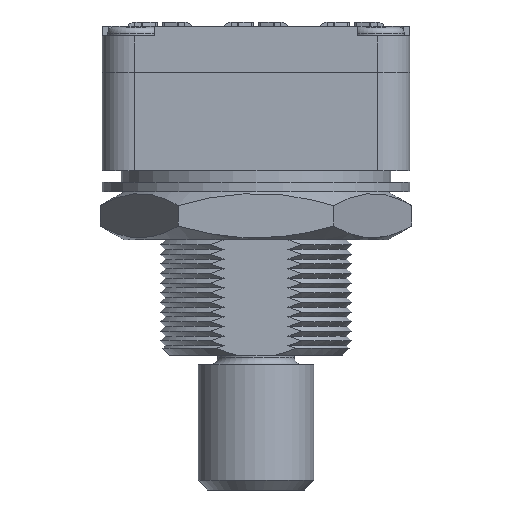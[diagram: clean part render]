
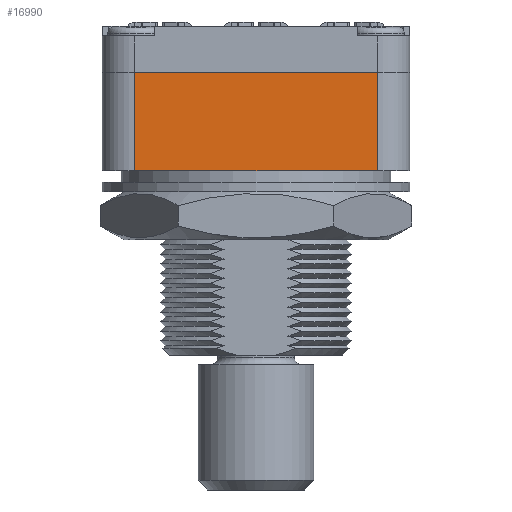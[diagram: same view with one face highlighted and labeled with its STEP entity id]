
A CAD part, front view. The second image highlights one B-rep face of the part: STEP entity #16990.
In plain terms, the highlighted planar face has unit normal (0, -1, 0).
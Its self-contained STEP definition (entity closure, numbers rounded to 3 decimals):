
#61 = LINE ( 'NONE', #9825, #8669 ) ;
#526 = EDGE_CURVE ( 'NONE', #8731, #20418, #9919, .T. ) ;
#754 = EDGE_CURVE ( 'NONE', #1519, #8731, #61, .T. ) ;
#1269 = FACE_OUTER_BOUND ( 'NONE', #11752, .T. ) ;
#1519 = VERTEX_POINT ( 'NONE', #20303 ) ;
#1660 = VECTOR ( 'NONE', #19809, 1000. ) ;
#2623 = CARTESIAN_POINT ( 'NONE',  ( -6.3, -8., 5.1 ) ) ;
#2934 = ORIENTED_EDGE ( 'NONE', *, *, #526, .F. ) ;
#3219 = AXIS2_PLACEMENT_3D ( 'NONE', #2623, #5523, #18615 ) ;
#4959 = VECTOR ( 'NONE', #12303, 1000. ) ;
#5523 = DIRECTION ( 'NONE',  ( 0., 1., 0. ) ) ;
#5632 = CARTESIAN_POINT ( 'NONE',  ( -6.3, -8., 5.1 ) ) ;
#5954 = CARTESIAN_POINT ( 'NONE',  ( 6.3, -8., 0. ) ) ;
#5977 = CARTESIAN_POINT ( 'NONE',  ( 6.3, -8., 5.1 ) ) ;
#7771 = ORIENTED_EDGE ( 'NONE', *, *, #20629, .T. ) ;
#8669 = VECTOR ( 'NONE', #14715, 1000. ) ;
#8731 = VERTEX_POINT ( 'NONE', #19107 ) ;
#9357 = VERTEX_POINT ( 'NONE', #11489 ) ;
#9825 = CARTESIAN_POINT ( 'NONE',  ( -6.3, -8., 5.1 ) ) ;
#9919 = LINE ( 'NONE', #5977, #13731 ) ;
#11489 = CARTESIAN_POINT ( 'NONE',  ( -6.3, -8., 0. ) ) ;
#11752 = EDGE_LOOP ( 'NONE', ( #20131, #2934, #12942, #7771 ) ) ;
#12303 = DIRECTION ( 'NONE',  ( 0., 0., -1. ) ) ;
#12942 = ORIENTED_EDGE ( 'NONE', *, *, #754, .F. ) ;
#13559 = LINE ( 'NONE', #14959, #1660 ) ;
#13731 = VECTOR ( 'NONE', #15510, 1000. ) ;
#14715 = DIRECTION ( 'NONE',  ( 1., 0., 0. ) ) ;
#14959 = CARTESIAN_POINT ( 'NONE',  ( -6.3, -8., 0. ) ) ;
#15510 = DIRECTION ( 'NONE',  ( 0., 0., -1. ) ) ;
#16990 = ADVANCED_FACE ( 'NONE', ( #1269 ), #17009, .F. ) ;
#17009 = PLANE ( 'NONE',  #3219 ) ;
#18068 = LINE ( 'NONE', #5632, #4959 ) ;
#18615 = DIRECTION ( 'NONE',  ( -1., 0., 0. ) ) ;
#19107 = CARTESIAN_POINT ( 'NONE',  ( 6.3, -8., 5.1 ) ) ;
#19809 = DIRECTION ( 'NONE',  ( 1., 0., 0. ) ) ;
#20131 = ORIENTED_EDGE ( 'NONE', *, *, #20360, .T. ) ;
#20303 = CARTESIAN_POINT ( 'NONE',  ( -6.3, -8., 5.1 ) ) ;
#20360 = EDGE_CURVE ( 'NONE', #9357, #20418, #13559, .T. ) ;
#20418 = VERTEX_POINT ( 'NONE', #5954 ) ;
#20629 = EDGE_CURVE ( 'NONE', #1519, #9357, #18068, .T. ) ;
